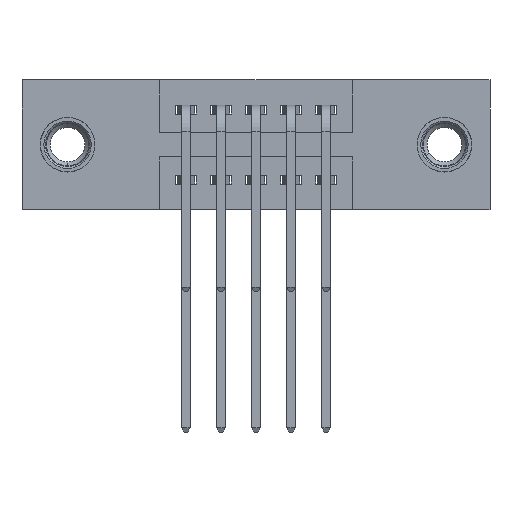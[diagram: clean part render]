
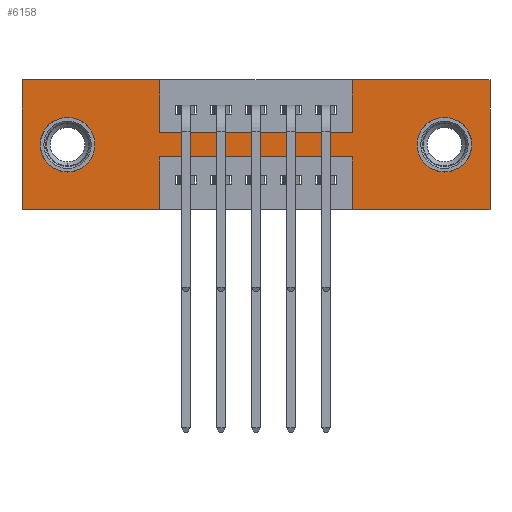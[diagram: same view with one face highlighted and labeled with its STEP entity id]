
A CAD part, front view. The second image highlights one B-rep face of the part: STEP entity #6158.
In plain terms, the highlighted planar face has unit normal (0, -1, 0).
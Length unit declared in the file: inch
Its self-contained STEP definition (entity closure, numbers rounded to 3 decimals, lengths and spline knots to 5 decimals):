
#283 = VECTOR ( 'NONE', #9456, 39.37008 ) ;
#302 = DIRECTION ( 'NONE',  ( -1., 0., 0. ) ) ;
#316 = VECTOR ( 'NONE', #302, 39.37008 ) ;
#346 = CARTESIAN_POINT ( 'NONE',  ( 0.9425, 0., -0.37 ) ) ;
#434 = CARTESIAN_POINT ( 'NONE',  ( 0.9425, 0., -0.22 ) ) ;
#496 = DIRECTION ( 'NONE',  ( 1., 0., 0. ) ) ;
#625 = EDGE_CURVE ( 'NONE', #8210, #10228, #9516, .T. ) ;
#878 = ORIENTED_EDGE ( 'NONE', *, *, #2986, .T. ) ;
#1033 = ORIENTED_EDGE ( 'NONE', *, *, #2471, .F. ) ;
#1054 = VERTEX_POINT ( 'NONE', #10218 ) ;
#1441 = VECTOR ( 'NONE', #7682, 39.37008 ) ;
#1464 = VERTEX_POINT ( 'NONE', #11551 ) ;
#1496 = CARTESIAN_POINT ( 'NONE',  ( 0.13, 0., -0.185 ) ) ;
#1504 = DIRECTION ( 'NONE',  ( 0., 0., 1. ) ) ;
#1543 = EDGE_CURVE ( 'NONE', #10208, #5329, #6789, .T. ) ;
#1828 = CARTESIAN_POINT ( 'NONE',  ( 0.3925, 0., 0. ) ) ;
#1877 = FACE_BOUND ( 'NONE', #4971, .T. ) ;
#1913 = DIRECTION ( 'NONE',  ( 0., 1., 0. ) ) ;
#1947 = AXIS2_PLACEMENT_3D ( 'NONE', #5157, #10552, #8800 ) ;
#2032 = CARTESIAN_POINT ( 'NONE',  ( 0.13, 0., -0.107 ) ) ;
#2037 = VECTOR ( 'NONE', #9101, 39.37008 ) ;
#2195 = EDGE_CURVE ( 'NONE', #9425, #6773, #5669, .T. ) ;
#2339 = ORIENTED_EDGE ( 'NONE', *, *, #1543, .F. ) ;
#2434 = ORIENTED_EDGE ( 'NONE', *, *, #625, .F. ) ;
#2471 = EDGE_CURVE ( 'NONE', #6773, #8210, #7472, .T. ) ;
#2560 = CARTESIAN_POINT ( 'NONE',  ( 1.335, 0., 0. ) ) ;
#2695 = CARTESIAN_POINT ( 'NONE',  ( 0.3925, 0., 0. ) ) ;
#2774 = CARTESIAN_POINT ( 'NONE',  ( 1.205, 0., -0.107 ) ) ;
#2986 = EDGE_CURVE ( 'NONE', #9972, #8948, #5196, .T. ) ;
#3096 = CARTESIAN_POINT ( 'NONE',  ( 0., 0., 0. ) ) ;
#3122 = CARTESIAN_POINT ( 'NONE',  ( 0., 0., -0.37 ) ) ;
#3139 = VECTOR ( 'NONE', #11634, 39.37008 ) ;
#3340 = VECTOR ( 'NONE', #10220, 39.37008 ) ;
#3368 = DIRECTION ( 'NONE',  ( 0., 1., 0. ) ) ;
#3390 = EDGE_CURVE ( 'NONE', #1464, #9816, #7444, .T. ) ;
#3522 = CARTESIAN_POINT ( 'NONE',  ( 1.205, 0., -0.263 ) ) ;
#3558 = DIRECTION ( 'NONE',  ( 0., 0., -1. ) ) ;
#3564 = CARTESIAN_POINT ( 'NONE',  ( 0.13, 0., -0.185 ) ) ;
#3742 = CARTESIAN_POINT ( 'NONE',  ( 1.205, 0., -0.185 ) ) ;
#4060 = CIRCLE ( 'NONE', #11369, 0.078 ) ;
#4093 = LINE ( 'NONE', #7050, #5494 ) ;
#4165 = EDGE_CURVE ( 'NONE', #7355, #1464, #10995, .T. ) ;
#4178 = EDGE_CURVE ( 'NONE', #9583, #7044, #4060, .T. ) ;
#4187 = CARTESIAN_POINT ( 'NONE',  ( 0.9425, 0., 0. ) ) ;
#4371 = DIRECTION ( 'NONE',  ( 0., 0., 1. ) ) ;
#4523 = VECTOR ( 'NONE', #496, 39.37008 ) ;
#4630 = ORIENTED_EDGE ( 'NONE', *, *, #3390, .F. ) ;
#4676 = VECTOR ( 'NONE', #4715, 39.37008 ) ;
#4715 = DIRECTION ( 'NONE',  ( 0., 0., -1. ) ) ;
#4971 = EDGE_LOOP ( 'NONE', ( #8538, #7536 ) ) ;
#5115 = ORIENTED_EDGE ( 'NONE', *, *, #9911, .T. ) ;
#5154 = VERTEX_POINT ( 'NONE', #434 ) ;
#5157 = CARTESIAN_POINT ( 'NONE',  ( 0., 0., -0.37 ) ) ;
#5196 = CIRCLE ( 'NONE', #6571, 0.078 ) ;
#5329 = VERTEX_POINT ( 'NONE', #7736 ) ;
#5494 = VECTOR ( 'NONE', #9245, 39.37008 ) ;
#5669 = LINE ( 'NONE', #11332, #4523 ) ;
#5781 = EDGE_CURVE ( 'NONE', #1054, #6186, #9413, .T. ) ;
#5809 = ORIENTED_EDGE ( 'NONE', *, *, #8976, .F. ) ;
#5849 = CARTESIAN_POINT ( 'NONE',  ( 0.13, 0., -0.263 ) ) ;
#5917 = EDGE_CURVE ( 'NONE', #5154, #1054, #6570, .T. ) ;
#5962 = ORIENTED_EDGE ( 'NONE', *, *, #11233, .F. ) ;
#6141 = FACE_BOUND ( 'NONE', #6551, .T. ) ;
#6152 = EDGE_CURVE ( 'NONE', #7044, #9583, #11397, .T. ) ;
#6158 = ADVANCED_FACE ( 'NONE', ( #6141, #1877, #8954 ), #10593, .T. ) ;
#6186 = VERTEX_POINT ( 'NONE', #9646 ) ;
#6185 = CARTESIAN_POINT ( 'NONE',  ( 1.205, 0., -0.185 ) ) ;
#6551 = EDGE_LOOP ( 'NONE', ( #5115, #878 ) ) ;
#6570 = LINE ( 'NONE', #7633, #316 ) ;
#6571 = AXIS2_PLACEMENT_3D ( 'NONE', #3742, #1913, #8204 ) ;
#6773 = VERTEX_POINT ( 'NONE', #2560 ) ;
#6789 = LINE ( 'NONE', #3096, #1441 ) ;
#6852 = ORIENTED_EDGE ( 'NONE', *, *, #2195, .F. ) ;
#7044 = VERTEX_POINT ( 'NONE', #5849 ) ;
#7050 = CARTESIAN_POINT ( 'NONE',  ( 0.9425, 0., -0.37 ) ) ;
#7355 = VERTEX_POINT ( 'NONE', #2695 ) ;
#7444 = LINE ( 'NONE', #9191, #3340 ) ;
#7472 = LINE ( 'NONE', #10954, #4676 ) ;
#7536 = ORIENTED_EDGE ( 'NONE', *, *, #6152, .T. ) ;
#7556 = CARTESIAN_POINT ( 'NONE',  ( 0., 0., -0.37 ) ) ;
#7608 = ORIENTED_EDGE ( 'NONE', *, *, #10878, .F. ) ;
#7633 = CARTESIAN_POINT ( 'NONE',  ( 0.3925, 0., -0.22 ) ) ;
#7682 = DIRECTION ( 'NONE',  ( 0., 0., 1. ) ) ;
#7693 = AXIS2_PLACEMENT_3D ( 'NONE', #6185, #8133, #3558 ) ;
#7736 = CARTESIAN_POINT ( 'NONE',  ( 0., 0., 0. ) ) ;
#7917 = CARTESIAN_POINT ( 'NONE',  ( 0., 0., 0. ) ) ;
#7966 = CARTESIAN_POINT ( 'NONE',  ( 0., 0., -0.37 ) ) ;
#7997 = AXIS2_PLACEMENT_3D ( 'NONE', #1496, #3368, #4371 ) ;
#8133 = DIRECTION ( 'NONE',  ( 0., 1., 0. ) ) ;
#8204 = DIRECTION ( 'NONE',  ( 0., 0., -1. ) ) ;
#8205 = DIRECTION ( 'NONE',  ( -1., 0., 0. ) ) ;
#8210 = VERTEX_POINT ( 'NONE', #11395 ) ;
#8219 = VECTOR ( 'NONE', #8205, 39.37008 ) ;
#8303 = ORIENTED_EDGE ( 'NONE', *, *, #5917, .F. ) ;
#8538 = ORIENTED_EDGE ( 'NONE', *, *, #4178, .T. ) ;
#8577 = VECTOR ( 'NONE', #10785, 39.37008 ) ;
#8800 = DIRECTION ( 'NONE',  ( 0., 0., -1. ) ) ;
#8948 = VERTEX_POINT ( 'NONE', #2774 ) ;
#8954 = FACE_OUTER_BOUND ( 'NONE', #10783, .T. ) ;
#8976 = EDGE_CURVE ( 'NONE', #10228, #5154, #4093, .T. ) ;
#8986 = DIRECTION ( 'NONE',  ( 0., 0., 1. ) ) ;
#9004 = CARTESIAN_POINT ( 'NONE',  ( 0.9425, 0., 0. ) ) ;
#9015 = ORIENTED_EDGE ( 'NONE', *, *, #5781, .F. ) ;
#9101 = DIRECTION ( 'NONE',  ( 0., 0., -1. ) ) ;
#9191 = CARTESIAN_POINT ( 'NONE',  ( 0.3925, 0., -0.15 ) ) ;
#9245 = DIRECTION ( 'NONE',  ( 0., 0., 1. ) ) ;
#9366 = LINE ( 'NONE', #3122, #283 ) ;
#9413 = LINE ( 'NONE', #10942, #2037 ) ;
#9425 = VERTEX_POINT ( 'NONE', #9004 ) ;
#9456 = DIRECTION ( 'NONE',  ( -1., 0., 0. ) ) ;
#9516 = LINE ( 'NONE', #7966, #8219 ) ;
#9583 = VERTEX_POINT ( 'NONE', #2032 ) ;
#9646 = CARTESIAN_POINT ( 'NONE',  ( 0.3925, 0., -0.37 ) ) ;
#9719 = ORIENTED_EDGE ( 'NONE', *, *, #11053, .F. ) ;
#9816 = VERTEX_POINT ( 'NONE', #10707 ) ;
#9911 = EDGE_CURVE ( 'NONE', #8948, #9972, #10092, .T. ) ;
#9972 = VERTEX_POINT ( 'NONE', #3522 ) ;
#10072 = VECTOR ( 'NONE', #1504, 39.37008 ) ;
#10092 = CIRCLE ( 'NONE', #7693, 0.078 ) ;
#10129 = ORIENTED_EDGE ( 'NONE', *, *, #4165, .F. ) ;
#10208 = VERTEX_POINT ( 'NONE', #7556 ) ;
#10218 = CARTESIAN_POINT ( 'NONE',  ( 0.3925, 0., -0.22 ) ) ;
#10220 = DIRECTION ( 'NONE',  ( 1., 0., 0. ) ) ;
#10228 = VERTEX_POINT ( 'NONE', #346 ) ;
#10552 = DIRECTION ( 'NONE',  ( 0., -1., 0. ) ) ;
#10593 = PLANE ( 'NONE',  #1947 ) ;
#10707 = CARTESIAN_POINT ( 'NONE',  ( 0.9425, 0., -0.15 ) ) ;
#10783 = EDGE_LOOP ( 'NONE', ( #9015, #8303, #5809, #2434, #1033, #6852, #9719, #4630, #10129, #5962, #2339, #7608 ) ) ;
#10785 = DIRECTION ( 'NONE',  ( 0., 0., -1. ) ) ;
#10878 = EDGE_CURVE ( 'NONE', #6186, #10208, #9366, .T. ) ;
#10942 = CARTESIAN_POINT ( 'NONE',  ( 0.3925, 0., -0.37 ) ) ;
#10954 = CARTESIAN_POINT ( 'NONE',  ( 1.335, 0., 0. ) ) ;
#10995 = LINE ( 'NONE', #1828, #8577 ) ;
#11053 = EDGE_CURVE ( 'NONE', #9816, #9425, #11073, .T. ) ;
#11073 = LINE ( 'NONE', #4187, #10072 ) ;
#11233 = EDGE_CURVE ( 'NONE', #5329, #7355, #11500, .T. ) ;
#11332 = CARTESIAN_POINT ( 'NONE',  ( 0., 0., 0. ) ) ;
#11369 = AXIS2_PLACEMENT_3D ( 'NONE', #3564, #11744, #8986 ) ;
#11395 = CARTESIAN_POINT ( 'NONE',  ( 1.335, 0., -0.37 ) ) ;
#11397 = CIRCLE ( 'NONE', #7997, 0.078 ) ;
#11500 = LINE ( 'NONE', #7917, #3139 ) ;
#11551 = CARTESIAN_POINT ( 'NONE',  ( 0.3925, 0., -0.15 ) ) ;
#11634 = DIRECTION ( 'NONE',  ( 1., 0., 0. ) ) ;
#11744 = DIRECTION ( 'NONE',  ( 0., 1., 0. ) ) ;
